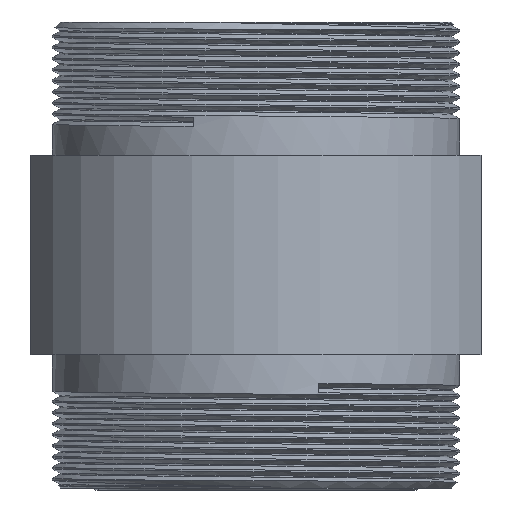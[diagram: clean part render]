
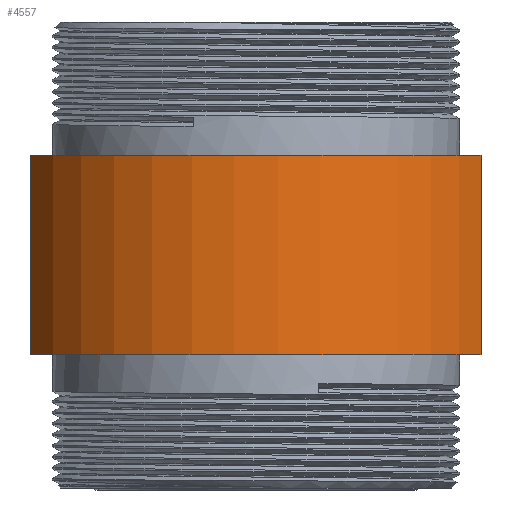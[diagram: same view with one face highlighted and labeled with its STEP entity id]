
A CAD part, front view. The second image highlights one B-rep face of the part: STEP entity #4557.
In plain terms, the highlighted cylindrical face has radius 47.625 mm (diameter 95.25 mm), a partial arc.
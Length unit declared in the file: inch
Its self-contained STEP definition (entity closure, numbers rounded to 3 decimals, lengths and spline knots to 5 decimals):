
#218 = CARTESIAN_POINT ( 'NONE',  ( 0.81589, 0.28183, 3.83786 ) ) ;
#565 = VERTEX_POINT ( 'NONE', #4795 ) ;
#568 = VERTEX_POINT ( 'NONE', #218 ) ;
#787 = DIRECTION ( 'NONE',  ( 0., 0., -1. ) ) ;
#845 = DIRECTION ( 'NONE',  ( 0., 0., -1. ) ) ;
#992 = AXIS2_PLACEMENT_3D ( 'NONE', #2704, #6081, #3168 ) ;
#1076 = AXIS2_PLACEMENT_3D ( 'NONE', #1721, #3648, #5050 ) ;
#1124 = CIRCLE ( 'NONE', #4984, 1.875 ) ;
#1184 = ORIENTED_EDGE ( 'NONE', *, *, #3497, .F. ) ;
#1596 = VECTOR ( 'NONE', #3664, 39.37008 ) ;
#1721 = CARTESIAN_POINT ( 'NONE',  ( -0.87411, 1.09394, 10.97964 ) ) ;
#1744 = LINE ( 'NONE', #2707, #1812 ) ;
#1812 = VECTOR ( 'NONE', #787, 39.37008 ) ;
#1926 = EDGE_LOOP ( 'NONE', ( #2578, #2268, #4075, #1184 ) ) ;
#2268 = ORIENTED_EDGE ( 'NONE', *, *, #2342, .T. ) ;
#2342 = EDGE_CURVE ( 'Defeatured_0_5+Defeatured_0_8+Defeatured_0_4+Defeatured_0_9', #565, #6156, #1744, .T. ) ;
#2523 = CYLINDRICAL_SURFACE ( 'NONE', #1076, 1.875 ) ;
#2578 = ORIENTED_EDGE ( 'NONE', *, *, #4509, .T. ) ;
#2585 = CIRCLE ( 'NONE', #992, 1.875 ) ;
#2704 = CARTESIAN_POINT ( 'NONE',  ( -0.87411, 1.09394, 3.83786 ) ) ;
#2707 = CARTESIAN_POINT ( 'NONE',  ( -2.56411, 0.28183, 10.97964 ) ) ;
#3103 = CARTESIAN_POINT ( 'NONE',  ( 0.81589, 0.28183, 2.33786 ) ) ;
#3168 = DIRECTION ( 'NONE',  ( 1., 0., 0. ) ) ;
#3185 = CARTESIAN_POINT ( 'NONE',  ( 0.81589, 0.28183, 10.97964 ) ) ;
#3497 = EDGE_CURVE ( 'Defeatured_0_6+Defeatured_0_5+Defeatured_0_4+Defeatured_0_9', #568, #4665, #3693, .T. ) ;
#3648 = DIRECTION ( 'NONE',  ( 0., 0., -1. ) ) ;
#3664 = DIRECTION ( 'NONE',  ( 0., 0., -1. ) ) ;
#3693 = LINE ( 'NONE', #3185, #1596 ) ;
#3756 = CARTESIAN_POINT ( 'NONE',  ( -0.87411, 1.09394, 2.33786 ) ) ;
#4075 = ORIENTED_EDGE ( 'NONE', *, *, #6224, .F. ) ;
#4247 = DIRECTION ( 'NONE',  ( -1., 0., 0. ) ) ;
#4509 = EDGE_CURVE ( 'Defeatured_0_5+Defeatured_0_4+Defeatured_0_6+Defeatured_0_8', #568, #565, #2585, .T. ) ;
#4557 = ADVANCED_FACE ( 'Defeatured_0_5', ( #5462 ), #2523, .T. ) ;
#4665 = VERTEX_POINT ( 'NONE', #3103 ) ;
#4795 = CARTESIAN_POINT ( 'NONE',  ( -2.56411, 0.28183, 3.83786 ) ) ;
#4984 = AXIS2_PLACEMENT_3D ( 'NONE', #3756, #845, #4247 ) ;
#5050 = DIRECTION ( 'NONE',  ( -1., 0., 0. ) ) ;
#5462 = FACE_OUTER_BOUND ( 'NONE', #1926, .T. ) ;
#5944 = CARTESIAN_POINT ( 'NONE',  ( -2.56411, 0.28183, 2.33786 ) ) ;
#6081 = DIRECTION ( 'NONE',  ( 0., 0., -1. ) ) ;
#6156 = VERTEX_POINT ( 'NONE', #5944 ) ;
#6224 = EDGE_CURVE ( 'Defeatured_0_9+Defeatured_0_5+Defeatured_0_6+Defeatured_0_8', #4665, #6156, #1124, .T. ) ;
